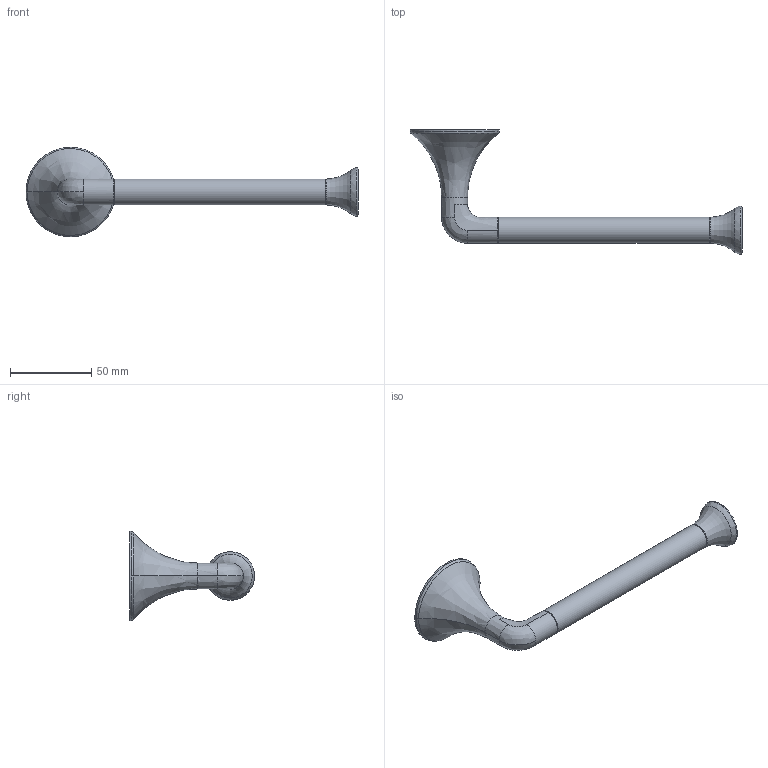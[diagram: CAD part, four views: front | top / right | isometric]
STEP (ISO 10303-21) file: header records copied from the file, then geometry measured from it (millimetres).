
FILE_DESCRIPTION ((), '1');
FILE_NAME ('stmAA.tmp', '2019-02-15T15:12:46', ('Unknown'), ('Unknown'), 'solidThinking STEP v1.0.49', 'solidThinking', '');
FILE_SCHEMA (('CONFIG_CONTROL_DESIGN'));
Length unit declared in the file: millimetre
Products named in the file (4): product-name
Bounding box: 204.5 x 76.9 x 55 mm (x, y, z)
Volume: 66914.2 mm3; surface area: 20384.7 mm2
Topology: 3 solids, 3 shells, 37 faces, 75 edges, 51 vertices
Faces by surface type: bspline 37
Entity records: 7764 total; most frequent: CARTESIAN_POINT 6964, ORIENTED_EDGE 140, EDGE_CURVE 70, VERTEX_POINT 42, B_SPLINE_CURVE_WITH_KNOTS 42, EDGE_LOOP 40, FACE_OUTER_BOUND 37, ADVANCED_FACE 37
